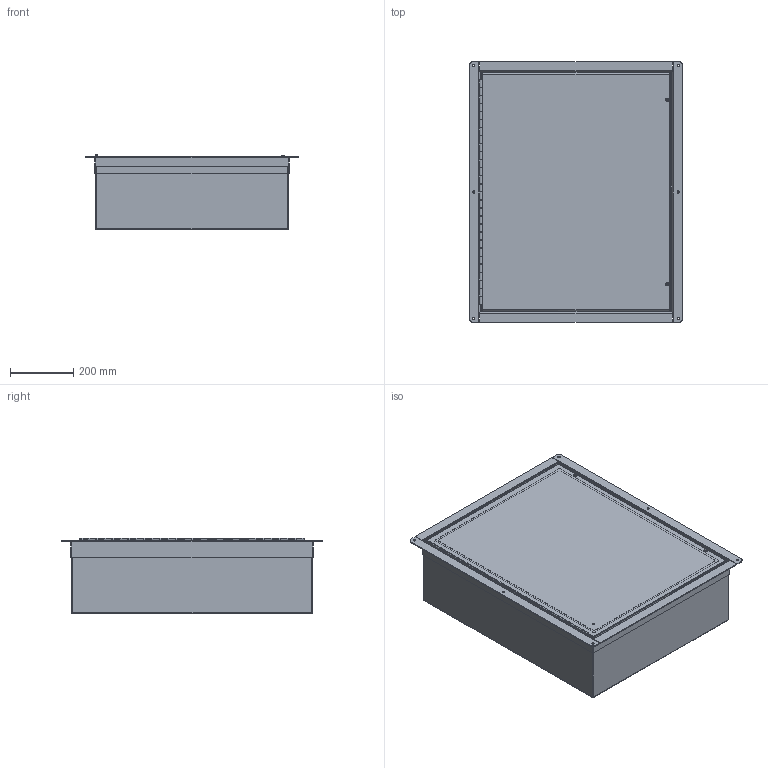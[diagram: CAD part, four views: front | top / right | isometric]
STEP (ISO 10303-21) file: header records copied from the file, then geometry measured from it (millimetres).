
FILE_DESCRIPTION(/* description */ ('30X24X8 WAFM TUB'),/* implementation_level */ '2;1');
FILE_NAME(/* name */ 'WA302408FM.stp',/* time_stamp */ '2016-03-11T09:48:23-06:00',/* author */ ('mraetz'),/* organization */ (''),/* preprocessor_version */ 'ST-DEVELOPER v16.1',/* originating_system */ 'Autodesk Inventor 2016',/* authorisation */ '');
FILE_SCHEMA (('AUTOMOTIVE_DESIGN { 1 0 10303 214 3 1 1 }'));
Length unit declared in the file: inch
Products named in the file (16): WA302408FMBKP; WA3024FMLID; 388116; H6010102T; H6010102L; H6010102 P; H6010102; 38846; 372123; 39035; 39077; 38853; 30642; 30643; 30X24; WAFM_ASSM
Assembly tree (24 placements, depth 3):
  WAFM_ASSM
    WA302408FMBKP
    WA3024FMLID
    388116  x4
    H6010102
      H6010102T
      H6010102L
      H6010102 P
    38846
    372123  x2
    39035  x2
    39077  x2
    38853  x2
    30642  x2
    30643  x2
    30X24
Bounding box: 673.1 x 825.5 x 238.76 mm (x, y, z)
Volume: 4077898.4 mm3; surface area: 3964224.2 mm2
Topology: 23 solids, 23 shells, 684 faces, 1567 edges, 944 vertices
Faces by surface type: plane 431, cylinder 182, bspline 44, cone 21, torus 6
Full cylindrical faces by diameter (mm): 0.787 x2, 3.048 x1, 3.962 x2, 4.775 x2, 4.826 x2, 6.35 x1, 7.061 x2, 7.137 x8, 7.938 x2, 8.382 x8, 8.56 x1, 9.525 x5, 10.516 x2, 11.112 x2, 11.506 x2, 15.875 x4
Entity records: 17444 total; most frequent: CARTESIAN_POINT 3995, DIRECTION 2600, ORIENTED_EDGE 2556, EDGE_CURVE 1278, LINE 918, VECTOR 918, AXIS2_PLACEMENT_3D 841, VERTEX_POINT 778
